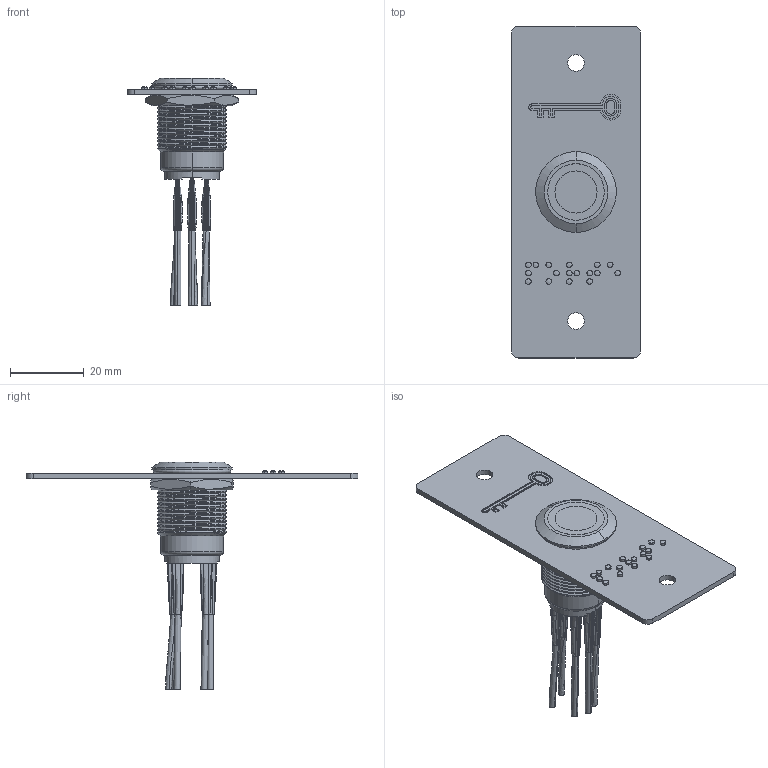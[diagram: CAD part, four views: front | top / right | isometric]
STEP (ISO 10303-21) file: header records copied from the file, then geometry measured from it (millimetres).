
FILE_DESCRIPTION (( 'STEP AP214' ), '1' );
FILE_NAME ('PB19VB_6FBE.STEP', '2021-07-05T06:56:08', ( '' ), ( '' ), 'SwSTEP 2.0', 'SolidWorks 2020', '' );
FILE_SCHEMA (( 'AUTOMOTIVE_DESIGN' ));
Length unit declared in the file: millimetre
Products named in the file (7): BP-FACADE MODIF_MP0504-MARQUAGE BRAILLE PORTE + CLE; PB19VB_6FBE; FILS^PB19_6 FILS; PB19_PB19NO+NC_BV_6FS; BP-ECROU; BP-JOINT_COMPRESSE; BP-BOUTON POUSSOIR INOX_PB19NO+NC_BV
Assembly tree (6 placements, depth 3):
  PB19VB_6FBE
    BP-FACADE MODIF_MP0504-MARQUAGE BRAILLE PORTE + CLE
    PB19_PB19NO+NC_BV_6FS
      BP-BOUTON POUSSOIR INOX_PB19NO+NC_BV
      BP-ECROU
      BP-JOINT_COMPRESSE
      FILS^PB19_6 FILS
Bounding box: 35 x 90 x 61.7 mm (x, y, z)
Volume: 12303.1 mm3; surface area: 12654.8 mm2
Topology: 16 solids, 16 shells, 590 faces, 1511 edges, 1006 vertices
Faces by surface type: bspline 331, plane 156, cylinder 87, cone 8, torus 8
Entity records: 59208 total; most frequent: CARTESIAN_POINT 43510, ORIENTED_EDGE 3018, DIRECTION 1659, EDGE_CURVE 1509, VERTEX_POINT 1002, EDGE_LOOP 675, FACE_OUTER_BOUND 590, B_SPLINE_CURVE_WITH_KNOTS 590
